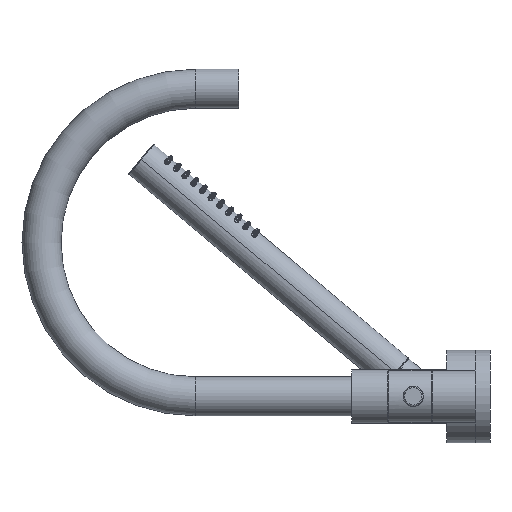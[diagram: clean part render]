
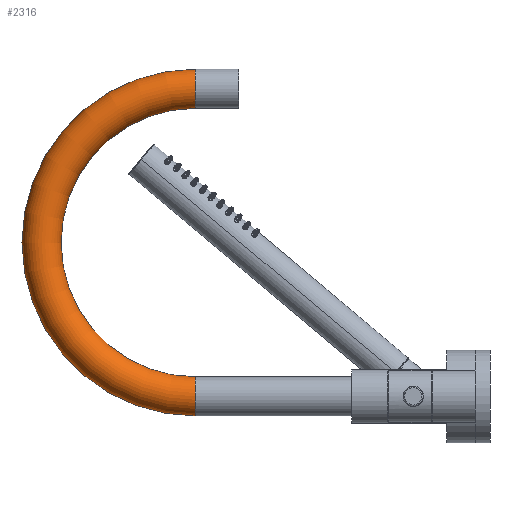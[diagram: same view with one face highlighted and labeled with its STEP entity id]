
A CAD part, left-side view. The second image highlights one B-rep face of the part: STEP entity #2316.
In plain terms, the highlighted toroidal (fillet/blend) face has major radius 100.013 mm and minor radius 12.7 mm.
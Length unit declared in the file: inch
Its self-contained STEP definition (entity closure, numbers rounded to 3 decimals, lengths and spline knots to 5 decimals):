
#1982=CARTESIAN_POINT('',(0.,7.54,7.875));
#1983=DIRECTION('',(0.,-1.,0.));
#1984=DIRECTION('',(0.,0.,1.));
#1985=AXIS2_PLACEMENT_3D('',#1982,#1983,#1984);
#2002=CARTESIAN_POINT('',(0.,7.54,3.9375));
#2003=DIRECTION('',(1.,0.,0.));
#2004=DIRECTION('',(0.,0.,-1.));
#2005=AXIS2_PLACEMENT_3D('',#2002,#2003,#2004);
#2081=CARTESIAN_POINT('',(0.,7.54,0.));
#2082=DIRECTION('',(0.,1.,0.));
#2083=DIRECTION('',(0.,0.,-1.));
#2084=AXIS2_PLACEMENT_3D('',#2081,#2082,#2083);
#2086=CARTESIAN_POINT('',(0.,7.54,3.9375));
#2087=DIRECTION('',(1.,0.,0.));
#2088=DIRECTION('',(0.,0.,-1.));
#2089=AXIS2_PLACEMENT_3D('',#2086,#2087,#2088);
#2107=CARTESIAN_POINT('',(0.,7.54,0.5));
#2108=CARTESIAN_POINT('',(0.,7.54,-0.5));
#2109=VERTEX_POINT('',#2107);
#2110=VERTEX_POINT('',#2108);
#2111=CARTESIAN_POINT('',(0.,7.54,7.375));
#2112=CARTESIAN_POINT('',(0.,7.54,8.375));
#2113=VERTEX_POINT('',#2111);
#2114=VERTEX_POINT('',#2112);
#2305=CARTESIAN_POINT('',(0.,7.54,3.9375));
#2306=DIRECTION('',(1.,0.,0.));
#2307=DIRECTION('',(0.,0.,1.));
#2308=AXIS2_PLACEMENT_3D('',#2305,#2306,#2307);
#2309=TOROIDAL_SURFACE('',#2308,3.9375,0.5);
#2310=ORIENTED_EDGE('',*,*,#2299,.F.);
#2311=ORIENTED_EDGE('',*,*,#2173,.T.);
#2312=ORIENTED_EDGE('',*,*,#2145,.T.);
#2313=ORIENTED_EDGE('',*,*,#2170,.F.);
#2314=EDGE_LOOP('',(#2310,#2311,#2312,#2313));
#2315=FACE_OUTER_BOUND('',#2314,.F.);
#2316=ADVANCED_FACE('',(#2315),#2309,.T.);
#1986=CIRCLE('',#1985,0.5);
#2006=CIRCLE('',#2005,3.4375);
#2085=CIRCLE('',#2084,0.5);
#2090=CIRCLE('',#2089,4.4375);
#2145=EDGE_CURVE('',#2114,#2113,#1986,.T.);
#2170=EDGE_CURVE('',#2109,#2113,#2006,.T.);
#2173=EDGE_CURVE('',#2110,#2114,#2090,.T.);
#2299=EDGE_CURVE('',#2110,#2109,#2085,.T.);
